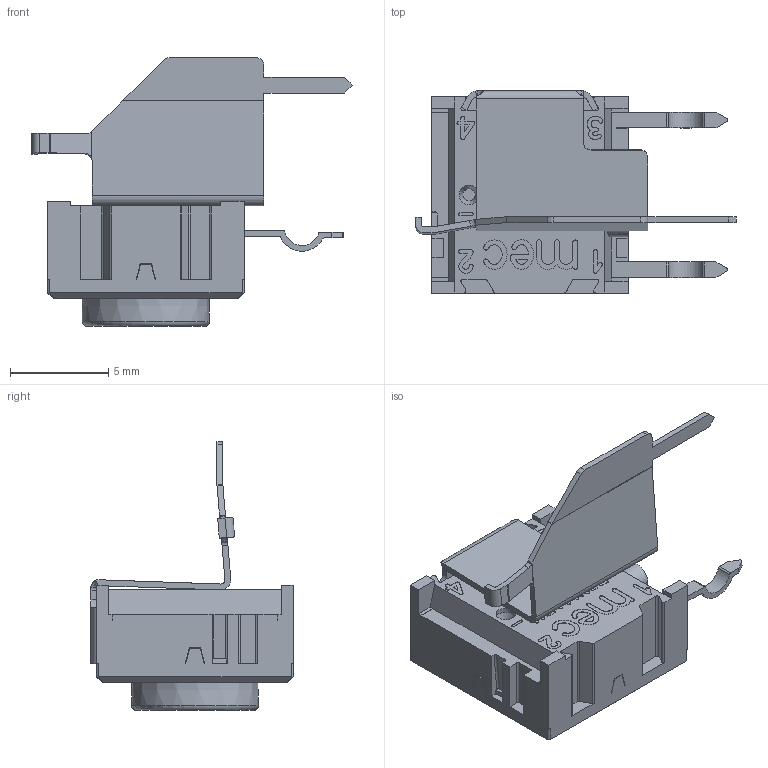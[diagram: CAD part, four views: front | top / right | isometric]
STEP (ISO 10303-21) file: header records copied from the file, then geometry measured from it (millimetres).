
FILE_DESCRIPTION((''),'2;1');
FILE_NAME('RA3CTL6RAS.stp','2009-04-29T09:19:44',('fd'),(''),'Autodesk Inventor 2010','Autodesk Inventor 2010','');
FILE_SCHEMA(('AUTOMOTIVE_DESIGN { 1 0 10303 214 1 1 1 1 }'));
Length unit declared in the file: millimetre
Products named in the file (1): Part4
Bounding box: 16.33 x 10.3 x 13.68 mm (x, y, z)
Volume: 397.8 mm3; surface area: 1097.4 mm2
Topology: 1 solids, 1 shells, 1073 faces, 3001 edges, 1967 vertices
Faces by surface type: plane 544, cylinder 432, bspline 55, cone 29, torus 11, sphere 2
Full cylindrical faces by diameter (mm): 0.15 x2, 0.2 x1, 1 x3, 2.8 x1, 4.75 x1, 6.5 x1, 7.44 x1
Entity records: 36372 total; most frequent: CARTESIAN_POINT 8297, DIRECTION 5961, ORIENTED_EDGE 5916, EDGE_CURVE 2958, AXIS2_PLACEMENT_3D 2077, VERTEX_POINT 1959, VECTOR 1807, LINE 1807
